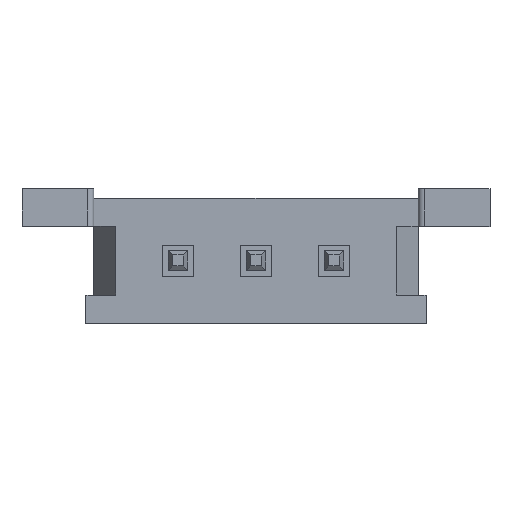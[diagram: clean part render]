
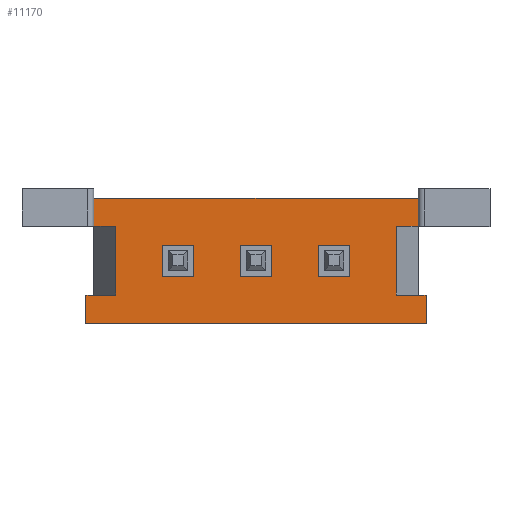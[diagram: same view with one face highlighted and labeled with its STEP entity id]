
A CAD part, top view. The second image highlights one B-rep face of the part: STEP entity #11170.
In plain terms, the highlighted planar face has unit normal (0, 0, 1).
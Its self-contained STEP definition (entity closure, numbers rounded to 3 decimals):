
#2620=CARTESIAN_POINT('',(2.3,4.,3.));
#2630=VERTEX_POINT('',#2620);
#2660=CARTESIAN_POINT('',(2.3,4.73,3.));
#2670=DIRECTION('',(0.,-1.,0.));
#2680=VECTOR('',#2670,1.);
#2690=LINE('',#2660,#2680);
#2700=CARTESIAN_POINT('',(2.3,3.1,3.));
#2710=VERTEX_POINT('',#2700);
#2720=EDGE_CURVE('',#2630,#2710,#2690,.T.);
#5310=CARTESIAN_POINT('',(2.05,0.9,3.));
#5320=VERTEX_POINT('',#5310);
#5350=CARTESIAN_POINT('',(2.05,0.,3.));
#5360=DIRECTION('',(0.,1.,0.));
#5370=VECTOR('',#5360,1.);
#5380=LINE('',#5350,#5370);
#5390=CARTESIAN_POINT('',(2.05,0.,3.));
#5400=VERTEX_POINT('',#5390);
#5410=EDGE_CURVE('',#5400,#5320,#5380,.T.);
#6510=CARTESIAN_POINT('',(0.,3.1,3.));
#6520=DIRECTION('',(-1.,0.,0.));
#6530=VECTOR('',#6520,1.);
#6540=LINE('',#6510,#6530);
#6550=CARTESIAN_POINT('',(3.,3.1,3.));
#6560=VERTEX_POINT('',#6550);
#6570=EDGE_CURVE('',#6560,#2710,#6540,.T.);
#6750=CARTESIAN_POINT('',(3.,0.,3.));
#6760=DIRECTION('',(0.,1.,0.));
#6770=VECTOR('',#6760,1.);
#6780=LINE('',#6750,#6770);
#6790=CARTESIAN_POINT('',(3.,0.9,3.));
#6800=VERTEX_POINT('',#6790);
#6810=EDGE_CURVE('',#6800,#6560,#6780,.T.);
#7160=CARTESIAN_POINT('',(0.,0.9,3.));
#7170=DIRECTION('',(1.,0.,0.));
#7180=VECTOR('',#7170,1.);
#7190=LINE('',#7160,#7180);
#7200=EDGE_CURVE('',#5320,#6800,#7190,.T.);
#8290=CARTESIAN_POINT('',(15.,0.,3.));
#8300=DIRECTION('',(-1.,0.,0.));
#8310=VECTOR('',#8300,1.);
#8320=LINE('',#8290,#8310);
#8330=CARTESIAN_POINT('',(12.95,0.,3.));
#8340=VERTEX_POINT('',#8330);
#8350=EDGE_CURVE('',#8340,#5400,#8320,.T.);
#8980=CARTESIAN_POINT('',(12.95,0.,3.));
#8990=DIRECTION('',(0.,1.,0.));
#9000=VECTOR('',#8990,1.);
#9010=LINE('',#8980,#9000);
#9020=CARTESIAN_POINT('',(12.95,0.9,3.));
#9030=VERTEX_POINT('',#9020);
#9040=EDGE_CURVE('',#8340,#9030,#9010,.T.);
#9450=CARTESIAN_POINT('',(15.,0.9,3.));
#9460=DIRECTION('',(-1.,0.,0.));
#9470=VECTOR('',#9460,1.);
#9480=LINE('',#9450,#9470);
#9490=CARTESIAN_POINT('',(12.,0.9,3.));
#9500=VERTEX_POINT('',#9490);
#9510=EDGE_CURVE('',#9030,#9500,#9480,.T.);
#9700=CARTESIAN_POINT('',(7.5,4.73,3.));
#9710=DIRECTION('',(0.,0.,1.));
#9720=DIRECTION('',(1.,0.,0.));
#9730=AXIS2_PLACEMENT_3D('',#9700,#9710,#9720);
#9740=PLANE('',#9730);
#9750=ORIENTED_EDGE('',*,*,#5410,.F.);
#9760=ORIENTED_EDGE('',*,*,#7200,.F.);
#9770=ORIENTED_EDGE('',*,*,#6810,.F.);
#9780=ORIENTED_EDGE('',*,*,#6570,.F.);
#9790=ORIENTED_EDGE('',*,*,#2720,.T.);
#9800=CARTESIAN_POINT('',(15.,4.,3.));
#9810=DIRECTION('',(-1.,0.,0.));
#9820=VECTOR('',#9810,1.);
#9830=LINE('',#9800,#9820);
#9840=CARTESIAN_POINT('',(12.7,4.,3.));
#9850=VERTEX_POINT('',#9840);
#9860=EDGE_CURVE('',#9850,#2630,#9830,.T.);
#9870=ORIENTED_EDGE('',*,*,#9860,.T.);
#9880=CARTESIAN_POINT('',(12.7,4.73,3.));
#9890=DIRECTION('',(0.,-1.,0.));
#9900=VECTOR('',#9890,1.);
#9910=LINE('',#9880,#9900);
#9920=CARTESIAN_POINT('',(12.7,3.1,3.));
#9930=VERTEX_POINT('',#9920);
#9940=EDGE_CURVE('',#9850,#9930,#9910,.T.);
#9950=ORIENTED_EDGE('',*,*,#9940,.F.);
#9960=CARTESIAN_POINT('',(15.,3.1,3.));
#9970=DIRECTION('',(1.,0.,0.));
#9980=VECTOR('',#9970,1.);
#9990=LINE('',#9960,#9980);
#10000=CARTESIAN_POINT('',(12.,3.1,3.));
#10010=VERTEX_POINT('',#10000);
#10020=EDGE_CURVE('',#10010,#9930,#9990,.T.);
#10030=ORIENTED_EDGE('',*,*,#10020,.T.);
#10040=CARTESIAN_POINT('',(12.,0.,3.));
#10050=DIRECTION('',(0.,1.,0.));
#10060=VECTOR('',#10050,1.);
#10070=LINE('',#10040,#10060);
#10080=EDGE_CURVE('',#9500,#10010,#10070,.T.);
#10090=ORIENTED_EDGE('',*,*,#10080,.T.);
#10100=ORIENTED_EDGE('',*,*,#9510,.T.);
#10110=ORIENTED_EDGE('',*,*,#9040,.T.);
#10120=ORIENTED_EDGE('',*,*,#8350,.F.);
#10130=EDGE_LOOP('',(#10120,#10110,#10100,#10090,#10030,#9950,#9870,
#9790,#9780,#9770,#9760,#9750));
#10140=FACE_OUTER_BOUND('',#10130,.T.);
#10150=CARTESIAN_POINT('',(0.,2.5,3.));
#10160=DIRECTION('',(-1.,0.,0.));
#10170=VECTOR('',#10160,1.);
#10180=LINE('',#10150,#10170);
#10190=CARTESIAN_POINT('',(8.,2.5,3.));
#10200=VERTEX_POINT('',#10190);
#10210=CARTESIAN_POINT('',(7.,2.5,3.));
#10220=VERTEX_POINT('',#10210);
#10230=EDGE_CURVE('',#10200,#10220,#10180,.T.);
#10240=ORIENTED_EDGE('',*,*,#10230,.F.);
#10250=CARTESIAN_POINT('',(7.,0.,3.));
#10260=DIRECTION('',(0.,-1.,0.));
#10270=VECTOR('',#10260,1.);
#10280=LINE('',#10250,#10270);
#10290=CARTESIAN_POINT('',(7.,1.5,3.));
#10300=VERTEX_POINT('',#10290);
#10310=EDGE_CURVE('',#10220,#10300,#10280,.T.);
#10320=ORIENTED_EDGE('',*,*,#10310,.F.);
#10330=CARTESIAN_POINT('',(0.,1.5,3.));
#10340=DIRECTION('',(1.,0.,0.));
#10350=VECTOR('',#10340,1.);
#10360=LINE('',#10330,#10350);
#10370=CARTESIAN_POINT('',(8.,1.5,3.));
#10380=VERTEX_POINT('',#10370);
#10390=EDGE_CURVE('',#10300,#10380,#10360,.T.);
#10400=ORIENTED_EDGE('',*,*,#10390,.F.);
#10410=CARTESIAN_POINT('',(8.,0.,3.));
#10420=DIRECTION('',(0.,1.,0.));
#10430=VECTOR('',#10420,1.);
#10440=LINE('',#10410,#10430);
#10450=EDGE_CURVE('',#10380,#10200,#10440,.T.);
#10460=ORIENTED_EDGE('',*,*,#10450,.F.);
#10470=EDGE_LOOP('',(#10460,#10400,#10320,#10240));
#10480=FACE_BOUND('',#10470,.T.);
#10490=CARTESIAN_POINT('',(5.5,0.,3.));
#10500=DIRECTION('',(0.,1.,0.));
#10510=VECTOR('',#10500,1.);
#10520=LINE('',#10490,#10510);
#10530=CARTESIAN_POINT('',(5.5,1.5,3.));
#10540=VERTEX_POINT('',#10530);
#10550=CARTESIAN_POINT('',(5.5,2.5,3.));
#10560=VERTEX_POINT('',#10550);
#10570=EDGE_CURVE('',#10540,#10560,#10520,.T.);
#10580=ORIENTED_EDGE('',*,*,#10570,.F.);
#10590=CARTESIAN_POINT('',(0.,2.5,3.));
#10600=DIRECTION('',(-1.,0.,0.));
#10610=VECTOR('',#10600,1.);
#10620=LINE('',#10590,#10610);
#10630=CARTESIAN_POINT('',(4.5,2.5,3.));
#10640=VERTEX_POINT('',#10630);
#10650=EDGE_CURVE('',#10560,#10640,#10620,.T.);
#10660=ORIENTED_EDGE('',*,*,#10650,.F.);
#10670=CARTESIAN_POINT('',(4.5,0.,3.));
#10680=DIRECTION('',(0.,-1.,0.));
#10690=VECTOR('',#10680,1.);
#10700=LINE('',#10670,#10690);
#10710=CARTESIAN_POINT('',(4.5,1.5,3.));
#10720=VERTEX_POINT('',#10710);
#10730=EDGE_CURVE('',#10640,#10720,#10700,.T.);
#10740=ORIENTED_EDGE('',*,*,#10730,.F.);
#10750=CARTESIAN_POINT('',(0.,1.5,3.));
#10760=DIRECTION('',(1.,0.,0.));
#10770=VECTOR('',#10760,1.);
#10780=LINE('',#10750,#10770);
#10790=EDGE_CURVE('',#10720,#10540,#10780,.T.);
#10800=ORIENTED_EDGE('',*,*,#10790,.F.);
#10810=EDGE_LOOP('',(#10800,#10740,#10660,#10580));
#10820=FACE_BOUND('',#10810,.T.);
#10830=CARTESIAN_POINT('',(0.,1.5,3.));
#10840=DIRECTION('',(1.,0.,0.));
#10850=VECTOR('',#10840,1.);
#10860=LINE('',#10830,#10850);
#10870=CARTESIAN_POINT('',(9.5,1.5,3.));
#10880=VERTEX_POINT('',#10870);
#10890=CARTESIAN_POINT('',(10.5,1.5,3.));
#10900=VERTEX_POINT('',#10890);
#10910=EDGE_CURVE('',#10880,#10900,#10860,.T.);
#10920=ORIENTED_EDGE('',*,*,#10910,.F.);
#10930=CARTESIAN_POINT('',(10.5,0.,3.));
#10940=DIRECTION('',(0.,1.,0.));
#10950=VECTOR('',#10940,1.);
#10960=LINE('',#10930,#10950);
#10970=CARTESIAN_POINT('',(10.5,2.5,3.));
#10980=VERTEX_POINT('',#10970);
#10990=EDGE_CURVE('',#10900,#10980,#10960,.T.);
#11000=ORIENTED_EDGE('',*,*,#10990,.F.);
#11010=CARTESIAN_POINT('',(0.,2.5,3.));
#11020=DIRECTION('',(-1.,0.,0.));
#11030=VECTOR('',#11020,1.);
#11040=LINE('',#11010,#11030);
#11050=CARTESIAN_POINT('',(9.5,2.5,3.));
#11060=VERTEX_POINT('',#11050);
#11070=EDGE_CURVE('',#10980,#11060,#11040,.T.);
#11080=ORIENTED_EDGE('',*,*,#11070,.F.);
#11090=CARTESIAN_POINT('',(9.5,0.,3.));
#11100=DIRECTION('',(0.,-1.,0.));
#11110=VECTOR('',#11100,1.);
#11120=LINE('',#11090,#11110);
#11130=EDGE_CURVE('',#11060,#10880,#11120,.T.);
#11140=ORIENTED_EDGE('',*,*,#11130,.F.);
#11150=EDGE_LOOP('',(#11140,#11080,#11000,#10920));
#11160=FACE_BOUND('',#11150,.T.);
#11170=ADVANCED_FACE('',(#10140,#10480,#10820,#11160),#9740,.T.);
